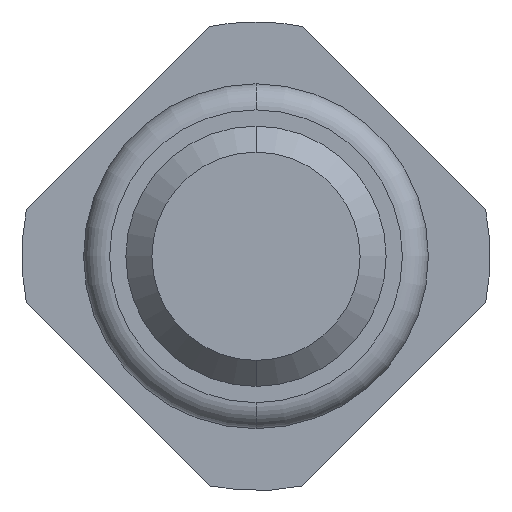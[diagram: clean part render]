
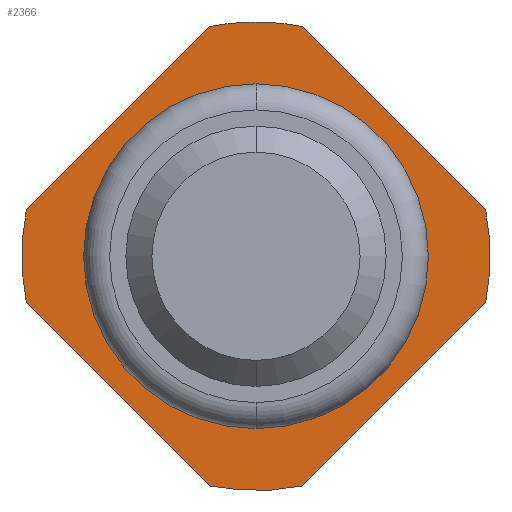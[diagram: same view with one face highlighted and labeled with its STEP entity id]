
A CAD part, front view. The second image highlights one B-rep face of the part: STEP entity #2366.
In plain terms, the highlighted planar face has unit normal (0, -1, 0).
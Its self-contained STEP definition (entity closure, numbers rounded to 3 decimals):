
#5 = EDGE_CURVE ( 'Defeature ausgef�hrt2_16+Defeature ausgef�hrt2_0+Defeature ausgef�hrt2_4+Defeature ausgef�hrt2_3', #3901, #4111, #4224, .T. ) ;
#67 = VERTEX_POINT ( 'NONE', #110 ) ;
#110 = CARTESIAN_POINT ( 'NONE',  ( 1.764, -2., -0.357 ) ) ;
#115 = DIRECTION ( 'NONE',  ( -0.707, 0., 0.707 ) ) ;
#143 = ORIENTED_EDGE ( 'NONE', *, *, #2016, .F. ) ;
#216 = AXIS2_PLACEMENT_3D ( 'NONE', #4327, #324, #3328 ) ;
#293 = CARTESIAN_POINT ( 'NONE',  ( 0., -2., 0. ) ) ;
#324 = DIRECTION ( 'NONE',  ( 0., 1., 0. ) ) ;
#382 = CARTESIAN_POINT ( 'NONE',  ( 0., -2., 0. ) ) ;
#409 = PLANE ( 'NONE',  #3778 ) ;
#411 = ORIENTED_EDGE ( 'NONE', *, *, #5, .F. ) ;
#421 = CARTESIAN_POINT ( 'NONE',  ( -0.357, -2., -1.764 ) ) ;
#463 = DIRECTION ( 'NONE',  ( 0.707, 0., 0.707 ) ) ;
#600 = LINE ( 'NONE', #1402, #3551 ) ;
#613 = DIRECTION ( 'NONE',  ( 0., 0., 1. ) ) ;
#675 = EDGE_CURVE ( 'Defeature ausgef�hrt2_18+Defeature ausgef�hrt2_0+Defeature ausgef�hrt2_2+Defeature ausgef�hrt2_1', #2815, #2323, #3004, .T. ) ;
#735 = CARTESIAN_POINT ( 'NONE',  ( 0., -2., 1.8 ) ) ;
#762 = VERTEX_POINT ( 'NONE', #1258 ) ;
#851 = CIRCLE ( 'NONE', #1931, 1.8 ) ;
#875 = AXIS2_PLACEMENT_3D ( 'NONE', #293, #1657, #613 ) ;
#920 = DIRECTION ( 'NONE',  ( 0., 0., 1. ) ) ;
#1064 = AXIS2_PLACEMENT_3D ( 'NONE', #2970, #2306, #920 ) ;
#1139 = EDGE_CURVE ( 'Defeature ausgef�hrt2_2+Defeature ausgef�hrt2_0+Defeature ausgef�hrt2_17+Defeature ausgef�hrt2_18', #1671, #2420, #3056, .T. ) ;
#1258 = CARTESIAN_POINT ( 'NONE',  ( 0., -2., -1.325 ) ) ;
#1274 = VECTOR ( 'NONE', #463, 1000. ) ;
#1368 = DIRECTION ( 'NONE',  ( 0., 0., 1. ) ) ;
#1402 = CARTESIAN_POINT ( 'NONE',  ( 1.961, -2., -0.161 ) ) ;
#1522 = VECTOR ( 'NONE', #115, 1000. ) ;
#1530 = CARTESIAN_POINT ( 'NONE',  ( 0., -2., 1.325 ) ) ;
#1657 = DIRECTION ( 'NONE',  ( 0., 1., 0. ) ) ;
#1671 = VERTEX_POINT ( 'NONE', #3782 ) ;
#1726 = EDGE_LOOP ( 'NONE', ( #3610, #3015 ) ) ;
#1741 = DIRECTION ( 'NONE',  ( 0., 1., 0. ) ) ;
#1808 = EDGE_CURVE ( 'Defeature ausgef�hrt2_0+Defeature ausgef�hrt2_12+Defeature ausgef�hrt2_12+Defeature ausgef�hrt2_12', #762, #2119, #4339, .T. ) ;
#1842 = FACE_BOUND ( 'NONE', #1726, .T. ) ;
#1919 = DIRECTION ( 'NONE',  ( 0., 1., 0. ) ) ;
#1931 = AXIS2_PLACEMENT_3D ( 'NONE', #3383, #1741, #1368 ) ;
#2016 = EDGE_CURVE ( 'Defeature ausgef�hrt2_17+Defeature ausgef�hrt2_0+Defeature ausgef�hrt2_3+Defeature ausgef�hrt2_2', #2293, #1671, #2369, .T. ) ;
#2033 = AXIS2_PLACEMENT_3D ( 'NONE', #382, #4042, #2716 ) ;
#2119 = VERTEX_POINT ( 'NONE', #1530 ) ;
#2223 = EDGE_CURVE ( 'Defeature ausgef�hrt2_2+Defeature ausgef�hrt2_0+Defeature ausgef�hrt2_17+Defeature ausgef�hrt2_18', #2420, #2815, #3322, .T. ) ;
#2254 = CARTESIAN_POINT ( 'NONE',  ( -1.764, -2., -0.357 ) ) ;
#2293 = VERTEX_POINT ( 'NONE', #2658 ) ;
#2306 = DIRECTION ( 'NONE',  ( 0., 1., 0. ) ) ;
#2323 = VERTEX_POINT ( 'NONE', #2948 ) ;
#2360 = EDGE_CURVE ( 'Defeature ausgef�hrt2_1+Defeature ausgef�hrt2_0+Defeature ausgef�hrt2_18+Defeature ausgef�hrt2_15', #2323, #67, #3693, .T. ) ;
#2366 = ADVANCED_FACE ( 'Defeature ausgef�hrt2_0', ( #1842, #3956 ), #409, .F. ) ;
#2369 = LINE ( 'NONE', #3186, #1274 ) ;
#2377 = DIRECTION ( 'NONE',  ( -0.707, 0., -0.707 ) ) ;
#2381 = CARTESIAN_POINT ( 'NONE',  ( 0.357, -2., -1.764 ) ) ;
#2420 = VERTEX_POINT ( 'NONE', #735 ) ;
#2436 = ORIENTED_EDGE ( 'NONE', *, *, #675, .F. ) ;
#2658 = CARTESIAN_POINT ( 'NONE',  ( -1.764, -2., 0.357 ) ) ;
#2716 = DIRECTION ( 'NONE',  ( 0., 0., 1. ) ) ;
#2729 = EDGE_CURVE ( 'Defeature ausgef�hrt2_15+Defeature ausgef�hrt2_0+Defeature ausgef�hrt2_1+Defeature ausgef�hrt2_4', #67, #2930, #600, .T. ) ;
#2746 = CARTESIAN_POINT ( 'NONE',  ( 0.357, -2., 1.764 ) ) ;
#2748 = ORIENTED_EDGE ( 'NONE', *, *, #2973, .F. ) ;
#2778 = DIRECTION ( 'NONE',  ( 0., 0., 1. ) ) ;
#2815 = VERTEX_POINT ( 'NONE', #2746 ) ;
#2842 = CARTESIAN_POINT ( 'NONE',  ( -0.161, -2., -1.961 ) ) ;
#2901 = CARTESIAN_POINT ( 'NONE',  ( 1.961, -2., 0.161 ) ) ;
#2930 = VERTEX_POINT ( 'NONE', #2381 ) ;
#2948 = CARTESIAN_POINT ( 'NONE',  ( 1.764, -2., 0.357 ) ) ;
#2970 = CARTESIAN_POINT ( 'NONE',  ( 0., -2., 0. ) ) ;
#2973 = EDGE_CURVE ( 'Defeature ausgef�hrt2_3+Defeature ausgef�hrt2_0+Defeature ausgef�hrt2_16+Defeature ausgef�hrt2_17', #4111, #2293, #851, .T. ) ;
#3004 = LINE ( 'NONE', #2901, #3684 ) ;
#3008 = AXIS2_PLACEMENT_3D ( 'NONE', #3019, #3689, #4028 ) ;
#3015 = ORIENTED_EDGE ( 'NONE', *, *, #1808, .T. ) ;
#3019 = CARTESIAN_POINT ( 'NONE',  ( 0., -2., 0. ) ) ;
#3056 = CIRCLE ( 'NONE', #216, 1.8 ) ;
#3067 = CIRCLE ( 'NONE', #875, 1.325 ) ;
#3138 = DIRECTION ( 'NONE',  ( 0., 1., 0. ) ) ;
#3186 = CARTESIAN_POINT ( 'NONE',  ( -0.161, -2., 1.961 ) ) ;
#3192 = EDGE_CURVE ( 'Defeature ausgef�hrt2_0+Defeature ausgef�hrt2_12+Defeature ausgef�hrt2_12+Defeature ausgef�hrt2_12', #2119, #762, #3067, .T. ) ;
#3322 = CIRCLE ( 'NONE', #1064, 1.8 ) ;
#3328 = DIRECTION ( 'NONE',  ( 0., 0., 1. ) ) ;
#3367 = ORIENTED_EDGE ( 'NONE', *, *, #2360, .F. ) ;
#3369 = ORIENTED_EDGE ( 'NONE', *, *, #2729, .F. ) ;
#3383 = CARTESIAN_POINT ( 'NONE',  ( 0., -2., 0. ) ) ;
#3472 = CARTESIAN_POINT ( 'NONE',  ( 1.8, -2., 0. ) ) ;
#3531 = ORIENTED_EDGE ( 'NONE', *, *, #4268, .F. ) ;
#3551 = VECTOR ( 'NONE', #2377, 1000. ) ;
#3568 = AXIS2_PLACEMENT_3D ( 'NONE', #3939, #1919, #4291 ) ;
#3603 = DIRECTION ( 'NONE',  ( 0.707, 0., -0.707 ) ) ;
#3610 = ORIENTED_EDGE ( 'NONE', *, *, #3192, .T. ) ;
#3684 = VECTOR ( 'NONE', #3603, 1000. ) ;
#3689 = DIRECTION ( 'NONE',  ( 0., 1., 0. ) ) ;
#3693 = CIRCLE ( 'NONE', #3568, 1.8 ) ;
#3778 = AXIS2_PLACEMENT_3D ( 'NONE', #3472, #3138, #2778 ) ;
#3782 = CARTESIAN_POINT ( 'NONE',  ( -0.357, -2., 1.764 ) ) ;
#3798 = CIRCLE ( 'NONE', #2033, 1.8 ) ;
#3901 = VERTEX_POINT ( 'NONE', #421 ) ;
#3939 = CARTESIAN_POINT ( 'NONE',  ( 0., -2., 0. ) ) ;
#3956 = FACE_OUTER_BOUND ( 'NONE', #3978, .T. ) ;
#3978 = EDGE_LOOP ( 'NONE', ( #2436, #4352, #4183, #143, #2748, #411, #3531, #3369, #3367 ) ) ;
#4028 = DIRECTION ( 'NONE',  ( 0., 0., 1. ) ) ;
#4042 = DIRECTION ( 'NONE',  ( 0., 1., 0. ) ) ;
#4111 = VERTEX_POINT ( 'NONE', #2254 ) ;
#4183 = ORIENTED_EDGE ( 'NONE', *, *, #1139, .F. ) ;
#4224 = LINE ( 'NONE', #2842, #1522 ) ;
#4268 = EDGE_CURVE ( 'Defeature ausgef�hrt2_4+Defeature ausgef�hrt2_0+Defeature ausgef�hrt2_15+Defeature ausgef�hrt2_16', #2930, #3901, #3798, .T. ) ;
#4291 = DIRECTION ( 'NONE',  ( 0., 0., 1. ) ) ;
#4327 = CARTESIAN_POINT ( 'NONE',  ( 0., -2., 0. ) ) ;
#4339 = CIRCLE ( 'NONE', #3008, 1.325 ) ;
#4352 = ORIENTED_EDGE ( 'NONE', *, *, #2223, .F. ) ;
